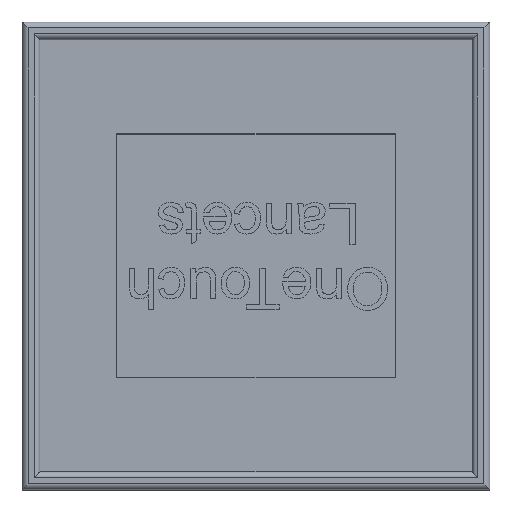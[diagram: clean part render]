
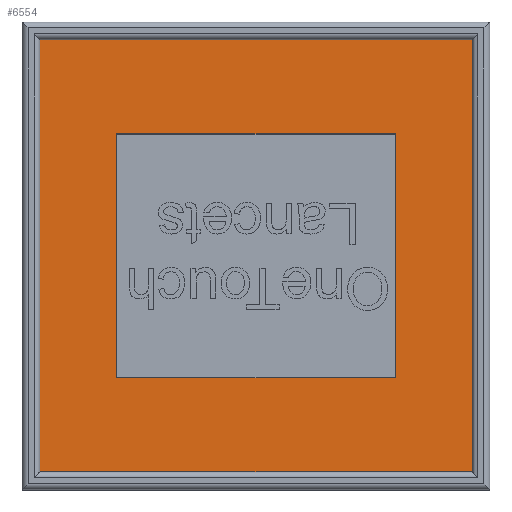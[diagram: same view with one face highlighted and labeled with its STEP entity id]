
A CAD part, top view. The second image highlights one B-rep face of the part: STEP entity #6554.
In plain terms, the highlighted planar face has unit normal (0, 0, 1).
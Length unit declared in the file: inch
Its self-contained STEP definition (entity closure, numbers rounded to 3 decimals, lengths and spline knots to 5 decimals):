
#56=FACE_BOUND('',#1442,.T.);
#1061=FACE_OUTER_BOUND('',#1441,.T.);
#1441=EDGE_LOOP('',(#6059,#6060,#6061,#6062));
#1442=EDGE_LOOP('',(#6063,#6064,#6065,#6066));
#1935=LINE('',#13108,#2466);
#1938=LINE('',#13113,#2469);
#1940=LINE('',#13117,#2471);
#1942=LINE('',#13120,#2473);
#1965=LINE('',#13185,#2496);
#1968=LINE('',#13190,#2499);
#1970=LINE('',#13194,#2501);
#1971=LINE('',#13196,#2502);
#2466=VECTOR('',#7439,0.3937);
#2469=VECTOR('',#7444,0.3937);
#2471=VECTOR('',#7448,0.3937);
#2473=VECTOR('',#7452,0.3937);
#2496=VECTOR('',#7517,0.3937);
#2499=VECTOR('',#7522,0.3937);
#2501=VECTOR('',#7526,0.3937);
#2502=VECTOR('',#7529,0.3937);
#3124=VERTEX_POINT('',#13106);
#3125=VERTEX_POINT('',#13107);
#3126=VERTEX_POINT('',#13112);
#3127=VERTEX_POINT('',#13116);
#3147=VERTEX_POINT('',#13182);
#3148=VERTEX_POINT('',#13184);
#3149=VERTEX_POINT('',#13188);
#3150=VERTEX_POINT('',#13192);
#4077=EDGE_CURVE('',#3124,#3125,#1935,.T.);
#4080=EDGE_CURVE('',#3126,#3124,#1938,.T.);
#4082=EDGE_CURVE('',#3127,#3126,#1940,.T.);
#4084=EDGE_CURVE('',#3125,#3127,#1942,.T.);
#4115=EDGE_CURVE('',#3148,#3147,#1965,.T.);
#4118=EDGE_CURVE('',#3147,#3149,#1968,.T.);
#4120=EDGE_CURVE('',#3149,#3150,#1970,.T.);
#4121=EDGE_CURVE('',#3150,#3148,#1971,.T.);
#6059=ORIENTED_EDGE('',*,*,#4115,.T.);
#6060=ORIENTED_EDGE('',*,*,#4118,.T.);
#6061=ORIENTED_EDGE('',*,*,#4120,.T.);
#6062=ORIENTED_EDGE('',*,*,#4121,.T.);
#6063=ORIENTED_EDGE('',*,*,#4077,.T.);
#6064=ORIENTED_EDGE('',*,*,#4084,.T.);
#6065=ORIENTED_EDGE('',*,*,#4082,.T.);
#6066=ORIENTED_EDGE('',*,*,#4080,.T.);
#6199=PLANE('',#6714);
#6554=ADVANCED_FACE('',(#1061,#56),#6199,.T.);
#6714=AXIS2_PLACEMENT_3D('',#13203,#7537,#7538);
#7439=DIRECTION('',(0.,1.,0.));
#7444=DIRECTION('',(-1.,0.,0.));
#7448=DIRECTION('',(0.,-1.,0.));
#7452=DIRECTION('',(1.,0.,0.));
#7517=DIRECTION('',(1.,0.,0.));
#7522=DIRECTION('',(0.,1.,0.));
#7526=DIRECTION('',(-1.,0.,0.));
#7529=DIRECTION('',(0.,-1.,0.));
#7537=DIRECTION('center_axis',(0.,0.,1.));
#7538=DIRECTION('ref_axis',(1.,0.,0.));
#13106=CARTESIAN_POINT('',(-1.1725,-1.0275,1.37795));
#13107=CARTESIAN_POINT('',(-1.1725,1.0275,1.37795));
#13108=CARTESIAN_POINT('',(-1.1725,-0.51375,1.37795));
#13112=CARTESIAN_POINT('',(1.1725,-1.0275,1.37795));
#13113=CARTESIAN_POINT('',(0.58625,-1.0275,1.37795));
#13116=CARTESIAN_POINT('',(1.1725,1.0275,1.37795));
#13117=CARTESIAN_POINT('',(1.1725,0.51375,1.37795));
#13120=CARTESIAN_POINT('',(-0.58625,1.0275,1.37795));
#13182=CARTESIAN_POINT('',(1.81851,-1.81851,1.37795));
#13184=CARTESIAN_POINT('',(-1.81851,-1.81851,1.37795));
#13185=CARTESIAN_POINT('',(0.90925,-1.81851,1.37795));
#13188=CARTESIAN_POINT('',(1.81851,1.81851,1.37795));
#13190=CARTESIAN_POINT('',(1.81851,0.90925,1.37795));
#13192=CARTESIAN_POINT('',(-1.81851,1.81851,1.37795));
#13194=CARTESIAN_POINT('',(-0.90925,1.81851,1.37795));
#13196=CARTESIAN_POINT('',(-1.81851,-0.90925,1.37795));
#13203=CARTESIAN_POINT('Origin',(0.,0.,1.37795));
